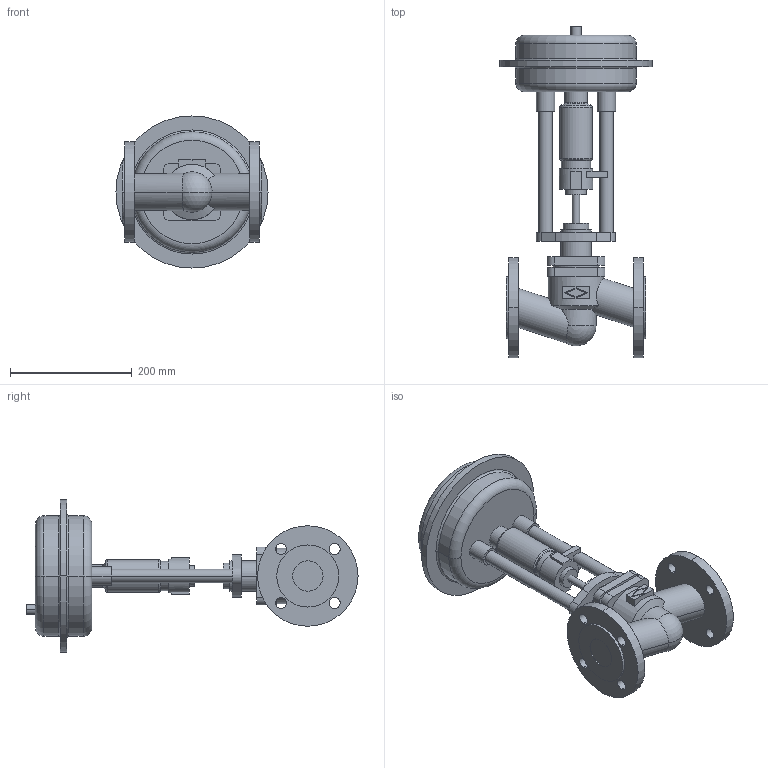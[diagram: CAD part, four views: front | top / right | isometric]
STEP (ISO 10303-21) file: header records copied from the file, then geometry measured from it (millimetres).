
FILE_DESCRIPTION(('OneSpaceDesigner STEP Export'),'2;1');
FILE_NAME('c000000320.stp','2005-03-03T10:42:36',(''),(''),'OneSpace Designer STEP processor (Jan. 2003) for AP203(Solid Model)','OneSpace Designer 12.01D 09-Jul-2004 (C) CoCreate Software GmbH','');
FILE_SCHEMA(('CONFIG_CONTROL_DESIGN'));
Length unit declared in the file: millimetre
Products named in the file (2): 1; 2
Bounding box: 250 x 545.5 x 250 mm (x, y, z)
Volume: 5600694.3 mm3; surface area: 420397.7 mm2
Topology: 2 solids, 2 shells, 181 faces, 437 edges, 285 vertices
Faces by surface type: cylinder 84, plane 73, torus 16, cone 6, sphere 2
Entity records: 5106 total; most frequent: CARTESIAN_POINT 1041, ORIENTED_EDGE 870, DIRECTION 727, EDGE_CURVE 435, VERTEX_POINT 285, AXIS2_PLACEMENT_3D 264, EDGE_LOOP 224, VECTOR 199
